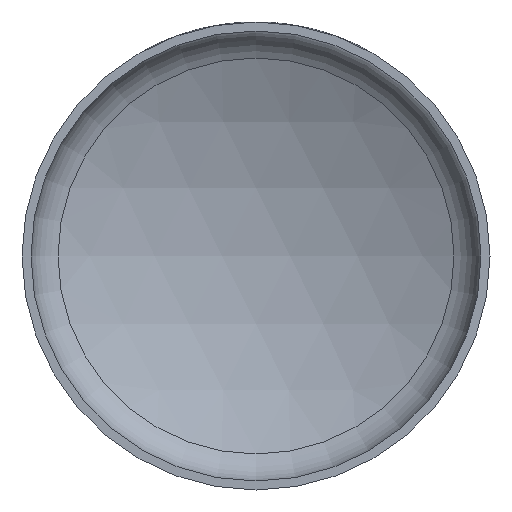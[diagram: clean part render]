
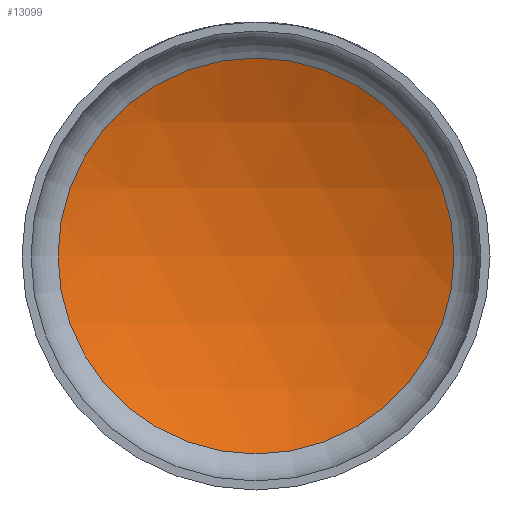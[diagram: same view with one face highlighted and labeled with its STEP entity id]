
A CAD part, front view. The second image highlights one B-rep face of the part: STEP entity #13099.
In plain terms, the highlighted spherical face has radius 104 mm.
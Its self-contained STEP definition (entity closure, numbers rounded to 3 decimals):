
#280 = AXIS2_PLACEMENT_3D ( 'NONE', #16584, #16340, #14877 ) ;
#1383 = SPHERICAL_SURFACE ( 'NONE', #280, 104. ) ;
#5459 = FACE_OUTER_BOUND ( 'NONE', #17793, .T. ) ;
#11618 = DIRECTION ( 'NONE',  ( 0., -1., 0. ) ) ;
#11749 = CARTESIAN_POINT ( 'NONE',  ( 0., 20.423, -44. ) ) ;
#13099 = ADVANCED_FACE ( 'NONE', ( #5459 ), #1383, .F. ) ;
#13703 = CIRCLE ( 'NONE', #17992, 44. ) ;
#14428 = CARTESIAN_POINT ( 'NONE',  ( 0., 20.423, 0. ) ) ;
#14588 = VERTEX_POINT ( 'NONE', #11749 ) ;
#14877 = DIRECTION ( 'NONE',  ( 1., 0., 0. ) ) ;
#15775 = DIRECTION ( 'NONE',  ( 0., 0., -1. ) ) ;
#16340 = DIRECTION ( 'NONE',  ( 0., 0., 1. ) ) ;
#16584 = CARTESIAN_POINT ( 'NONE',  ( 0., -73.81, 0. ) ) ;
#17248 = ORIENTED_EDGE ( 'NONE', *, *, #17628, .T. ) ;
#17628 = EDGE_CURVE ( 'NONE', #14588, #14588, #13703, .T. ) ;
#17793 = EDGE_LOOP ( 'NONE', ( #17248 ) ) ;
#17992 = AXIS2_PLACEMENT_3D ( 'NONE', #14428, #11618, #15775 ) ;
